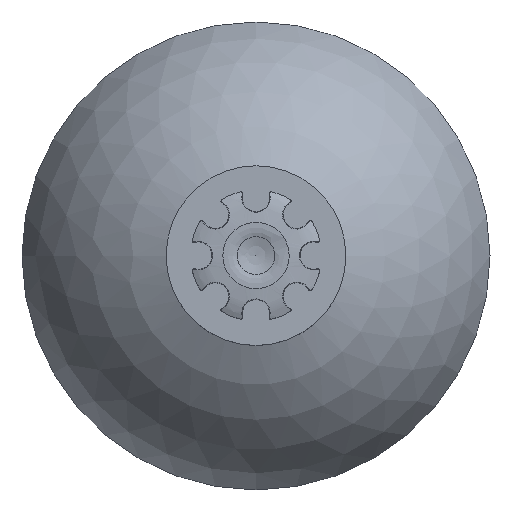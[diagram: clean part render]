
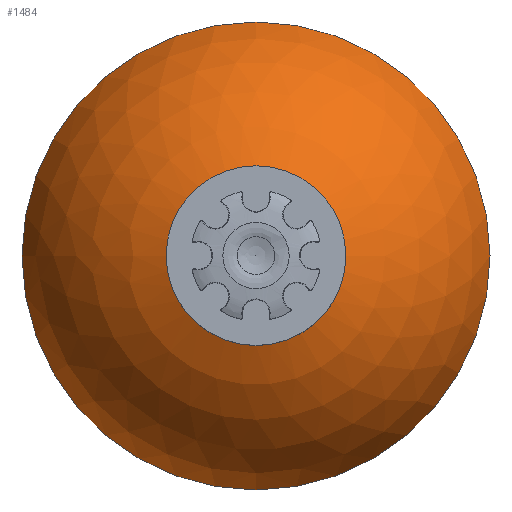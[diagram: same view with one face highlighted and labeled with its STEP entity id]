
A CAD part, top view. The second image highlights one B-rep face of the part: STEP entity #1484.
In plain terms, the highlighted spherical face has radius 13.217 mm.
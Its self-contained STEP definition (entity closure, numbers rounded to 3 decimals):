
#100=SPHERICAL_SURFACE('',#1673,13.217);
#302=FACE_OUTER_BOUND('',#394,.T.);
#394=EDGE_LOOP('',(#1377,#1378,#1379,#1380,#1381));
#523=CIRCLE('',#1656,12.63);
#529=CIRCLE('',#1671,4.85);
#530=CIRCLE('',#1672,4.85);
#531=CIRCLE('',#1674,13.217);
#678=VERTEX_POINT('',#5008);
#682=VERTEX_POINT('',#5027);
#683=VERTEX_POINT('',#5029);
#908=EDGE_CURVE('',#678,#678,#523,.T.);
#915=EDGE_CURVE('',#683,#682,#529,.T.);
#916=EDGE_CURVE('',#682,#683,#530,.T.);
#917=EDGE_CURVE('',#683,#678,#531,.T.);
#1377=ORIENTED_EDGE('',*,*,#915,.T.);
#1378=ORIENTED_EDGE('',*,*,#916,.T.);
#1379=ORIENTED_EDGE('',*,*,#917,.T.);
#1380=ORIENTED_EDGE('',*,*,#908,.F.);
#1381=ORIENTED_EDGE('',*,*,#917,.F.);
#1484=ADVANCED_FACE('',(#302),#100,.T.);
#1656=AXIS2_PLACEMENT_3D('',#5009,#2012,#2013);
#1671=AXIS2_PLACEMENT_3D('',#5030,#2043,#2044);
#1672=AXIS2_PLACEMENT_3D('',#5031,#2045,#2046);
#1673=AXIS2_PLACEMENT_3D('',#5032,#2047,#2048);
#1674=AXIS2_PLACEMENT_3D('',#5033,#2049,#2050);
#2012=DIRECTION('center_axis',(0.,0.,-1.));
#2013=DIRECTION('ref_axis',(0.,-1.,0.));
#2043=DIRECTION('center_axis',(0.,0.,-1.));
#2044=DIRECTION('ref_axis',(-1.,0.,0.));
#2045=DIRECTION('center_axis',(0.,0.,-1.));
#2046=DIRECTION('ref_axis',(-1.,0.,0.));
#2047=DIRECTION('center_axis',(0.,0.,1.));
#2048=DIRECTION('ref_axis',(1.,0.,0.));
#2049=DIRECTION('center_axis',(0.,-1.,0.));
#2050=DIRECTION('ref_axis',(-1.,0.,0.));
#5008=CARTESIAN_POINT('',(-12.63,0.,9.4));
#5009=CARTESIAN_POINT('Origin',(0.,0.,
9.4));
#5027=CARTESIAN_POINT('',(4.85,0.,17.8));
#5029=CARTESIAN_POINT('',(-4.85,0.,17.8));
#5030=CARTESIAN_POINT('Origin',(0.,0.,17.8));
#5031=CARTESIAN_POINT('Origin',(0.,0.,17.8));
#5032=CARTESIAN_POINT('Origin',(0.,0.,
5.505));
#5033=CARTESIAN_POINT('Origin',(0.,0.,
5.505));
